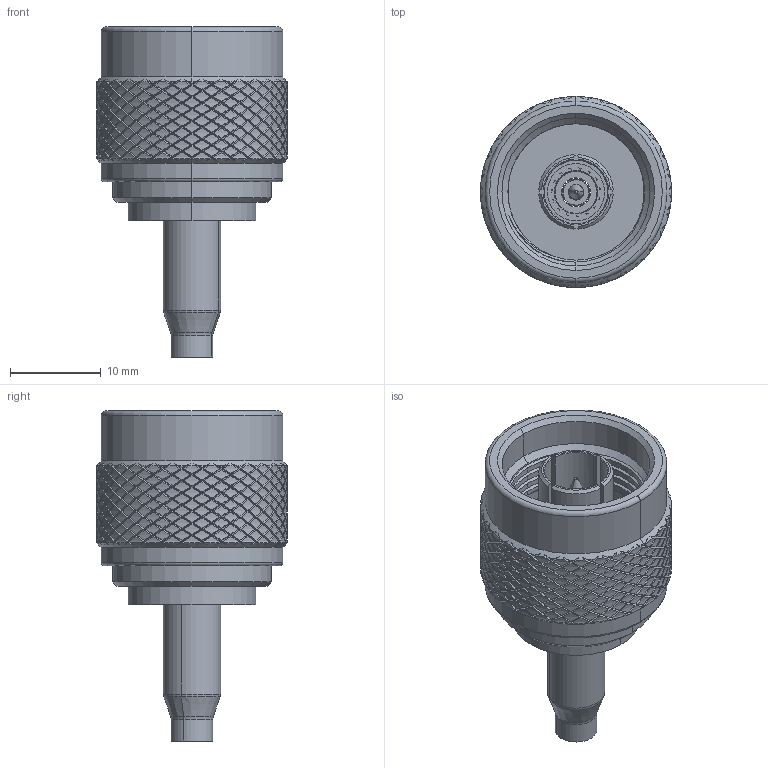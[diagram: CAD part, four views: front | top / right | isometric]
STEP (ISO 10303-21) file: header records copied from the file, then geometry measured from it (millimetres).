
FILE_DESCRIPTION (( 'STEP AP214' ), '1' );
FILE_NAME ('25-006-B3-AD.STEP', '2024-10-31T10:36:27', ( '' ), ( '' ), 'SwSTEP 2.0', 'SolidWorks 2024', '' );
FILE_SCHEMA (( 'AUTOMOTIVE_DESIGN' ));
Length unit declared in the file: millimetre
Products named in the file (1): 25-006-B3-AD
Bounding box: 21 x 21 x 36.3 mm (x, y, z)
Surface area: 3968 mm2 (no closed solid volume)
Topology: 0 solids, 10 shells, 2236 faces, 5137 edges, 2898 vertices
Faces by surface type: bspline 1681, cylinder 488, cone 30, plane 27, torus 8, sphere 2
Entity records: 114456 total; most frequent: CARTESIAN_POINT 84457, ORIENTED_EDGE 9766, EDGE_CURVE 5137, VERTEX_POINT 2898, EDGE_LOOP 2259, ADVANCED_FACE 2236, FACE_OUTER_BOUND 2236, DIRECTION 1988
